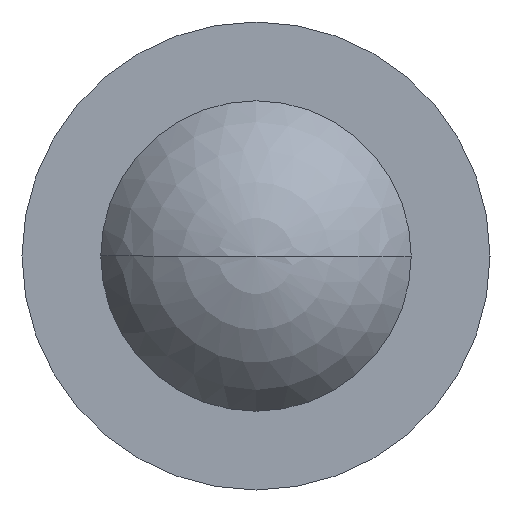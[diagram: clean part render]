
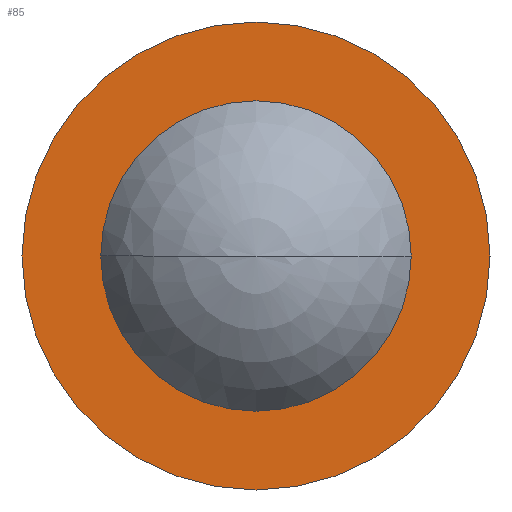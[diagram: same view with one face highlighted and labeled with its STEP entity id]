
A CAD part, left-side view. The second image highlights one B-rep face of the part: STEP entity #85.
In plain terms, the highlighted planar face has unit normal (-1, 0, 0).
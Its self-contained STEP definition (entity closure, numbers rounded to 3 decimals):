
#85=ADVANCED_FACE('',(#113,#114),#115,.F.);
#113=FACE_BOUND('',#147,.T.);
#114=FACE_OUTER_BOUND('',#148,.T.);
#115=PLANE('',#149);
#147=EDGE_LOOP('',(#228,#229,#230));
#148=EDGE_LOOP('',(#231,#232));
#149=AXIS2_PLACEMENT_3D('',#233,#234,#235);
#228=ORIENTED_EDGE('',*,*,#287,.F.);
#229=ORIENTED_EDGE('',*,*,#286,.F.);
#230=ORIENTED_EDGE('',*,*,#275,.F.);
#231=ORIENTED_EDGE('',*,*,#288,.T.);
#232=ORIENTED_EDGE('',*,*,#271,.T.);
#233=CARTESIAN_POINT('',(0.8,2.0,0.0));
#234=DIRECTION('',(1.0,0.0,0.0));
#235=DIRECTION('',(0.0,0.0,-1.0));
#271=EDGE_CURVE('',#310,#307,#311,.T.);
#275=EDGE_CURVE('',#315,#318,#319,.T.);
#286=EDGE_CURVE('',#318,#334,#335,.T.);
#287=EDGE_CURVE('',#334,#315,#336,.T.);
#288=EDGE_CURVE('',#307,#310,#337,.T.);
#307=VERTEX_POINT('',#360);
#310=VERTEX_POINT('',#364);
#311=CIRCLE('',#365,2.0);
#315=VERTEX_POINT('',#370);
#318=VERTEX_POINT('',#373);
#319=CIRCLE('',#374,1.327);
#334=VERTEX_POINT('',#391);
#335=CIRCLE('',#392,1.327);
#336=CIRCLE('',#393,1.327);
#337=CIRCLE('',#394,2.0);
#360=CARTESIAN_POINT('',(0.8,0.0,2.0));
#364=CARTESIAN_POINT('',(0.8,0.,-2.0));
#365=AXIS2_PLACEMENT_3D('',#414,#415,#416);
#370=CARTESIAN_POINT('',(0.8,1.327,0.));
#373=CARTESIAN_POINT('',(0.8,-1.327,0.));
#374=AXIS2_PLACEMENT_3D('',#424,#425,#426);
#391=CARTESIAN_POINT('',(0.8,0.0,1.327));
#392=AXIS2_PLACEMENT_3D('',#453,#454,#455);
#393=AXIS2_PLACEMENT_3D('',#456,#457,#458);
#394=AXIS2_PLACEMENT_3D('',#459,#460,#461);
#414=CARTESIAN_POINT('',(0.8,0.0,0.0));
#415=DIRECTION('',(-1.0,0.0,0.0));
#416=DIRECTION('',(0.0,0.0,1.0));
#424=CARTESIAN_POINT('',(0.8,0.0,0.0));
#425=DIRECTION('',(-1.0,0.0,0.0));
#426=DIRECTION('',(0.0,0.0,1.0));
#453=CARTESIAN_POINT('',(0.8,0.0,0.0));
#454=DIRECTION('',(-1.0,0.0,0.0));
#455=DIRECTION('',(0.0,0.0,1.0));
#456=CARTESIAN_POINT('',(0.8,0.0,0.0));
#457=DIRECTION('',(-1.0,0.0,0.0));
#458=DIRECTION('',(0.0,0.0,1.0));
#459=CARTESIAN_POINT('',(0.8,0.0,0.0));
#460=DIRECTION('',(-1.0,0.0,0.0));
#461=DIRECTION('',(0.0,0.0,1.0));
